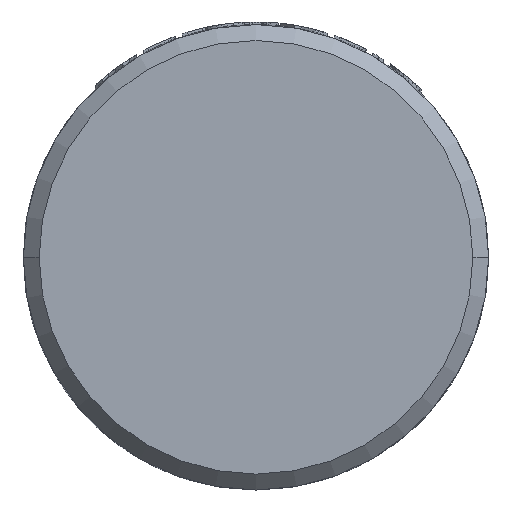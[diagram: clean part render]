
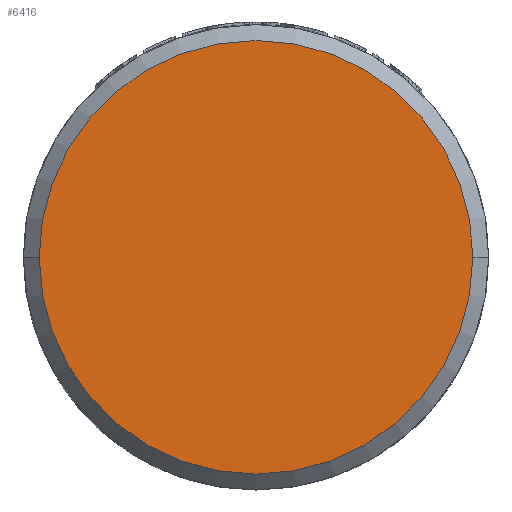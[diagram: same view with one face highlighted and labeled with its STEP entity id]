
A CAD part, front view. The second image highlights one B-rep face of the part: STEP entity #6416.
In plain terms, the highlighted planar face has unit normal (0, -1, 0).
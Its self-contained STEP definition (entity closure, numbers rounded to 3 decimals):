
#6=CARTESIAN_POINT('',(0.,0.,0.));
#7=DIRECTION('',(0.,-1.,0.));
#8=DIRECTION('',(1.,0.,0.));
#9=AXIS2_PLACEMENT_3D('',#6,#7,#8);
#4914=CARTESIAN_POINT('',(0.,0.,0.));
#4915=DIRECTION('',(0.,1.,0.));
#4916=DIRECTION('',(1.,0.,0.));
#4917=AXIS2_PLACEMENT_3D('',#4914,#4915,#4916);
#6029=CARTESIAN_POINT('',(41.,0.,0.));
#6030=CARTESIAN_POINT('',(-41.,0.,0.));
#6031=VERTEX_POINT('',#6029);
#6032=VERTEX_POINT('',#6030);
#6405=CARTESIAN_POINT('',(0.,0.,0.));
#6406=DIRECTION('',(0.,-1.,0.));
#6407=DIRECTION('',(-1.,0.,0.));
#6408=AXIS2_PLACEMENT_3D('',#6405,#6406,#6407);
#6409=PLANE('',#6408);
#6411=ORIENTED_EDGE('',*,*,#6410,.F.);
#6413=ORIENTED_EDGE('',*,*,#6412,.T.);
#6414=EDGE_LOOP('',(#6411,#6413));
#6415=FACE_OUTER_BOUND('',#6414,.F.);
#6416=ADVANCED_FACE('',(#6415),#6409,.T.);
#10=CIRCLE('',#9,41.);
#4918=CIRCLE('',#4917,41.);
#6410=EDGE_CURVE('',#6031,#6032,#10,.T.);
#6412=EDGE_CURVE('',#6031,#6032,#4918,.T.);
